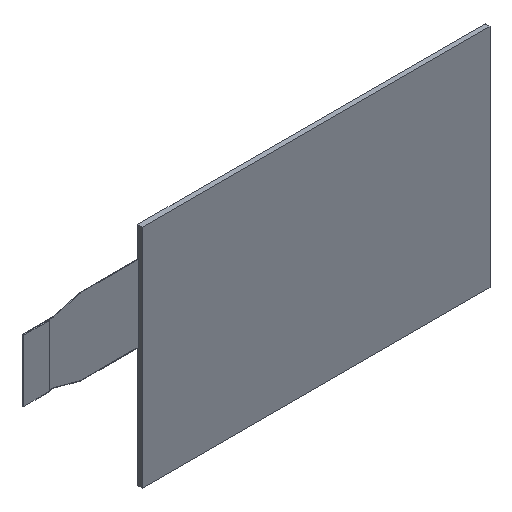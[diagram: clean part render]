
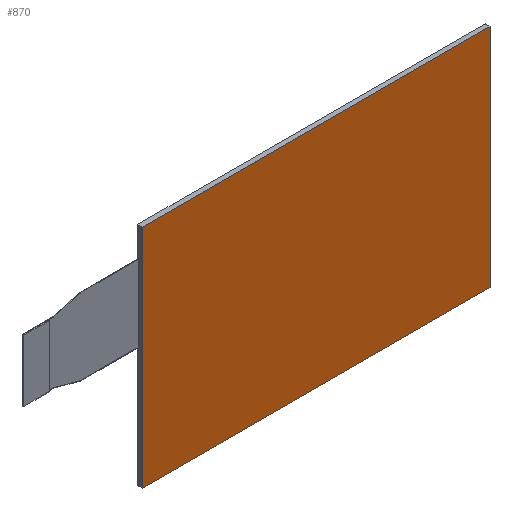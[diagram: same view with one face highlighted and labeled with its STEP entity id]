
A CAD part, isometric view. The second image highlights one B-rep face of the part: STEP entity #870.
In plain terms, the highlighted planar face has unit normal (0, -1, 0).
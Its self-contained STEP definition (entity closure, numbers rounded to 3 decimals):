
#26 = LINE ( 'NONE', #559, #828 ) ;
#58 = CARTESIAN_POINT ( 'NONE',  ( -37.972, -0.98, -22.9 ) ) ;
#113 = LINE ( 'NONE', #273, #718 ) ;
#165 = DIRECTION ( 'NONE',  ( 0., 0., 1. ) ) ;
#254 = CARTESIAN_POINT ( 'NONE',  ( -37.972, -0.98, -22.9 ) ) ;
#259 = VECTOR ( 'NONE', #916, 1000. ) ;
#264 = CARTESIAN_POINT ( 'NONE',  ( 0., -0.98, 0. ) ) ;
#269 = DIRECTION ( 'NONE',  ( 0., 0., -1. ) ) ;
#273 = CARTESIAN_POINT ( 'NONE',  ( 32.448, -0.98, -22.9 ) ) ;
#330 = EDGE_CURVE ( 'NONE', #397, #816, #704, .T. ) ;
#348 = PLANE ( 'NONE',  #532 ) ;
#397 = VERTEX_POINT ( 'NONE', #783 ) ;
#400 = EDGE_CURVE ( 'NONE', #816, #518, #26, .T. ) ;
#419 = DIRECTION ( 'NONE',  ( 0., 0., 1. ) ) ;
#484 = VECTOR ( 'NONE', #914, 1000. ) ;
#512 = ORIENTED_EDGE ( 'NONE', *, *, #856, .F. ) ;
#518 = VERTEX_POINT ( 'NONE', #572 ) ;
#532 = AXIS2_PLACEMENT_3D ( 'NONE', #264, #590, #419 ) ;
#559 = CARTESIAN_POINT ( 'NONE',  ( -37.972, -0.98, -22.9 ) ) ;
#572 = CARTESIAN_POINT ( 'NONE',  ( -37.972, -0.98, 22.9 ) ) ;
#583 = EDGE_CURVE ( 'NONE', #518, #967, #933, .T. ) ;
#590 = DIRECTION ( 'NONE',  ( 0., 1., 0. ) ) ;
#593 = ORIENTED_EDGE ( 'NONE', *, *, #400, .F. ) ;
#620 = CARTESIAN_POINT ( 'NONE',  ( 32.448, -0.98, 22.9 ) ) ;
#646 = ORIENTED_EDGE ( 'NONE', *, *, #330, .F. ) ;
#691 = CARTESIAN_POINT ( 'NONE',  ( -37.972, -0.98, 22.9 ) ) ;
#704 = LINE ( 'NONE', #58, #484 ) ;
#718 = VECTOR ( 'NONE', #269, 1000. ) ;
#783 = CARTESIAN_POINT ( 'NONE',  ( 32.448, -0.98, -22.9 ) ) ;
#816 = VERTEX_POINT ( 'NONE', #254 ) ;
#828 = VECTOR ( 'NONE', #165, 1000. ) ;
#841 = ORIENTED_EDGE ( 'NONE', *, *, #583, .F. ) ;
#856 = EDGE_CURVE ( 'NONE', #967, #397, #113, .T. ) ;
#870 = ADVANCED_FACE ( 'NONE', ( #934 ), #348, .F. ) ;
#914 = DIRECTION ( 'NONE',  ( -1., 0., 0. ) ) ;
#916 = DIRECTION ( 'NONE',  ( 1., 0., 0. ) ) ;
#933 = LINE ( 'NONE', #691, #259 ) ;
#934 = FACE_OUTER_BOUND ( 'NONE', #942, .T. ) ;
#942 = EDGE_LOOP ( 'NONE', ( #593, #646, #512, #841 ) ) ;
#967 = VERTEX_POINT ( 'NONE', #620 ) ;
